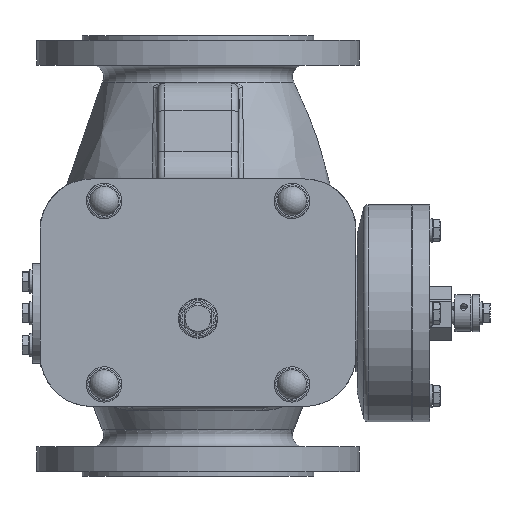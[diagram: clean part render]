
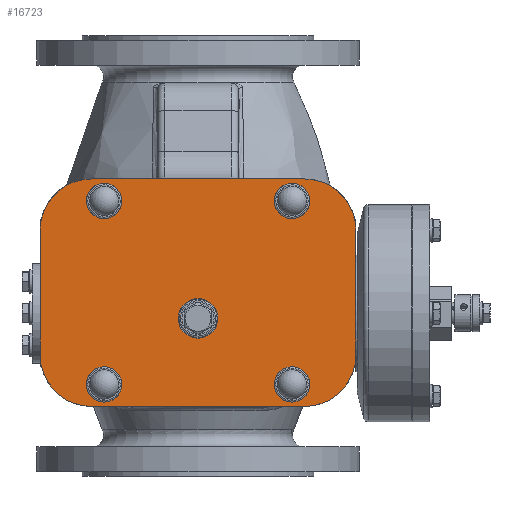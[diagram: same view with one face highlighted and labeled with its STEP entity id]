
A CAD part, front view. The second image highlights one B-rep face of the part: STEP entity #16723.
In plain terms, the highlighted planar face has unit normal (0, -1, 0).
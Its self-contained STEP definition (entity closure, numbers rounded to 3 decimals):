
#1569=LINE('',#34749,#2336);
#1570=LINE('',#34753,#2337);
#1571=LINE('',#34757,#2338);
#1572=LINE('',#34760,#2339);
#2336=VECTOR('',#22485,10.);
#2337=VECTOR('',#22488,10.);
#2338=VECTOR('',#22491,10.);
#2339=VECTOR('',#22494,10.);
#2804=PLANE('',#18405);
#4282=FACE_BOUND('',#6472,.T.);
#4283=FACE_BOUND('',#6473,.T.);
#4284=FACE_BOUND('',#6474,.T.);
#4285=FACE_BOUND('',#6475,.T.);
#4286=FACE_BOUND('',#6476,.T.);
#5247=FACE_OUTER_BOUND('',#6471,.T.);
#6471=EDGE_LOOP('',(#15578,#15579,#15580,#15581,#15582,#15583,#15584,#15585));
#6472=EDGE_LOOP('',(#15586));
#6473=EDGE_LOOP('',(#15587));
#6474=EDGE_LOOP('',(#15588));
#6475=EDGE_LOOP('',(#15589));
#6476=EDGE_LOOP('',(#15590));
#6499=CIRCLE('',#16787,13.45);
#6710=CIRCLE('',#17274,12.);
#6717=CIRCLE('',#17288,12.);
#6729=CIRCLE('',#17306,12.);
#6736=CIRCLE('',#17320,12.);
#7302=CIRCLE('',#18406,35.);
#7303=CIRCLE('',#18407,35.);
#7304=CIRCLE('',#18408,35.);
#7305=CIRCLE('',#18409,35.);
#7326=VERTEX_POINT('',#22605);
#7737=VERTEX_POINT('',#24334);
#7744=VERTEX_POINT('',#24355);
#7766=VERTEX_POINT('',#24407);
#7773=VERTEX_POINT('',#24428);
#8808=VERTEX_POINT('',#34745);
#8809=VERTEX_POINT('',#34746);
#8810=VERTEX_POINT('',#34748);
#8811=VERTEX_POINT('',#34750);
#8812=VERTEX_POINT('',#34752);
#8813=VERTEX_POINT('',#34754);
#8814=VERTEX_POINT('',#34756);
#8815=VERTEX_POINT('',#34758);
#8848=EDGE_CURVE('',#7326,#7326,#6499,.T.);
#9449=EDGE_CURVE('',#7737,#7737,#6710,.T.);
#9456=EDGE_CURVE('',#7744,#7744,#6717,.T.);
#9480=EDGE_CURVE('',#7766,#7766,#6729,.T.);
#9487=EDGE_CURVE('',#7773,#7773,#6736,.T.);
#11069=EDGE_CURVE('',#8808,#8809,#7302,.T.);
#11070=EDGE_CURVE('',#8810,#8808,#1569,.T.);
#11071=EDGE_CURVE('',#8811,#8810,#7303,.T.);
#11072=EDGE_CURVE('',#8812,#8811,#1570,.T.);
#11073=EDGE_CURVE('',#8813,#8812,#7304,.T.);
#11074=EDGE_CURVE('',#8814,#8813,#1571,.T.);
#11075=EDGE_CURVE('',#8815,#8814,#7305,.T.);
#11076=EDGE_CURVE('',#8809,#8815,#1572,.T.);
#15578=ORIENTED_EDGE('',*,*,#11069,.F.);
#15579=ORIENTED_EDGE('',*,*,#11070,.F.);
#15580=ORIENTED_EDGE('',*,*,#11071,.F.);
#15581=ORIENTED_EDGE('',*,*,#11072,.F.);
#15582=ORIENTED_EDGE('',*,*,#11073,.F.);
#15583=ORIENTED_EDGE('',*,*,#11074,.F.);
#15584=ORIENTED_EDGE('',*,*,#11075,.F.);
#15585=ORIENTED_EDGE('',*,*,#11076,.F.);
#15586=ORIENTED_EDGE('',*,*,#8848,.T.);
#15587=ORIENTED_EDGE('',*,*,#9449,.T.);
#15588=ORIENTED_EDGE('',*,*,#9456,.T.);
#15589=ORIENTED_EDGE('',*,*,#9480,.T.);
#15590=ORIENTED_EDGE('',*,*,#9487,.T.);
#16723=ADVANCED_FACE('',(#5247,#4282,#4283,#4284,#4285,#4286),#2804,.T.);
#16787=AXIS2_PLACEMENT_3D('',#22606,#18502,#18503);
#17274=AXIS2_PLACEMENT_3D('',#24335,#19703,#19704);
#17288=AXIS2_PLACEMENT_3D('',#24356,#19731,#19732);
#17306=AXIS2_PLACEMENT_3D('',#24408,#19779,#19780);
#17320=AXIS2_PLACEMENT_3D('',#24429,#19807,#19808);
#18405=AXIS2_PLACEMENT_3D('',#34744,#22481,#22482);
#18406=AXIS2_PLACEMENT_3D('',#34747,#22483,#22484);
#18407=AXIS2_PLACEMENT_3D('',#34751,#22486,#22487);
#18408=AXIS2_PLACEMENT_3D('',#34755,#22489,#22490);
#18409=AXIS2_PLACEMENT_3D('',#34759,#22492,#22493);
#18502=DIRECTION('center_axis',(0.,1.,0.));
#18503=DIRECTION('ref_axis',(-1.,0.,0.));
#19703=DIRECTION('center_axis',(0.,1.,0.));
#19704=DIRECTION('ref_axis',(1.,0.,0.));
#19731=DIRECTION('center_axis',(0.,1.,0.));
#19732=DIRECTION('ref_axis',(1.,0.,0.));
#19779=DIRECTION('center_axis',(0.,1.,0.));
#19780=DIRECTION('ref_axis',(1.,0.,0.));
#19807=DIRECTION('center_axis',(0.,1.,0.));
#19808=DIRECTION('ref_axis',(1.,0.,0.));
#22481=DIRECTION('center_axis',(0.,-1.,0.));
#22482=DIRECTION('ref_axis',(-1.,0.,0.));
#22483=DIRECTION('center_axis',(0.,1.,0.));
#22484=DIRECTION('ref_axis',(0.,0.,
-1.));
#22485=DIRECTION('',(0.,0.,-1.));
#22486=DIRECTION('center_axis',(0.,1.,0.));
#22487=DIRECTION('ref_axis',(1.,0.,0.));
#22488=DIRECTION('',(1.,0.,0.));
#22489=DIRECTION('center_axis',(0.,1.,0.));
#22490=DIRECTION('ref_axis',(0.,0.,
1.));
#22491=DIRECTION('',(0.,0.,1.));
#22492=DIRECTION('center_axis',(0.,1.,0.));
#22493=DIRECTION('ref_axis',(-1.,0.,0.));
#22494=DIRECTION('',(-1.,0.,0.));
#22605=CARTESIAN_POINT('',(13.45,-153.,-42.5));
#22606=CARTESIAN_POINT('Origin',(0.,-153.,-42.5));
#24334=CARTESIAN_POINT('',(52.,-153.,37.5));
#24335=CARTESIAN_POINT('Origin',(64.,-153.,37.5));
#24355=CARTESIAN_POINT('',(52.,-153.,-87.5));
#24356=CARTESIAN_POINT('Origin',(64.,-153.,-87.5));
#24407=CARTESIAN_POINT('',(-76.,-153.,37.5));
#24408=CARTESIAN_POINT('Origin',(-64.,-153.,37.5));
#24428=CARTESIAN_POINT('',(-76.,-153.,-87.5));
#24429=CARTESIAN_POINT('Origin',(-64.,-153.,-87.5));
#34744=CARTESIAN_POINT('Origin',(0.,-153.,-25.));
#34745=CARTESIAN_POINT('',(107.5,-153.,-67.5));
#34746=CARTESIAN_POINT('',(72.5,-153.,-102.5));
#34747=CARTESIAN_POINT('Origin',(72.5,-153.,-67.5));
#34748=CARTESIAN_POINT('',(107.5,-153.,17.5));
#34749=CARTESIAN_POINT('',(107.5,-153.,-67.5));
#34750=CARTESIAN_POINT('',(72.5,-153.,52.5));
#34751=CARTESIAN_POINT('Origin',(72.5,-153.,17.5));
#34752=CARTESIAN_POINT('',(-72.5,-153.,52.5));
#34753=CARTESIAN_POINT('',(72.5,-153.,52.5));
#34754=CARTESIAN_POINT('',(-107.5,-153.,17.5));
#34755=CARTESIAN_POINT('Origin',(-72.5,-153.,17.5));
#34756=CARTESIAN_POINT('',(-107.5,-153.,-67.5));
#34757=CARTESIAN_POINT('',(-107.5,-153.,17.5));
#34758=CARTESIAN_POINT('',(-72.5,-153.,-102.5));
#34759=CARTESIAN_POINT('Origin',(-72.5,-153.,-67.5));
#34760=CARTESIAN_POINT('',(-72.5,-153.,-102.5));
